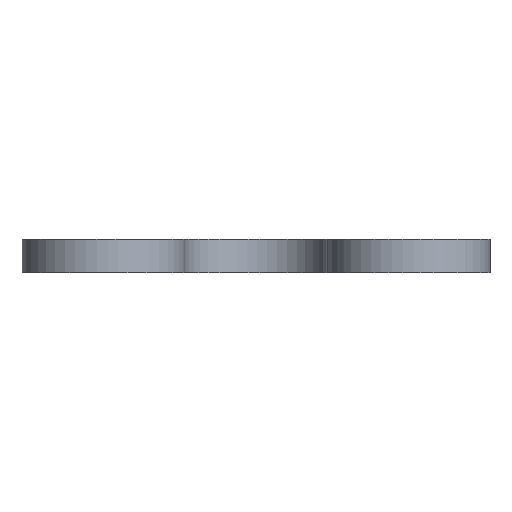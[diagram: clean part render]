
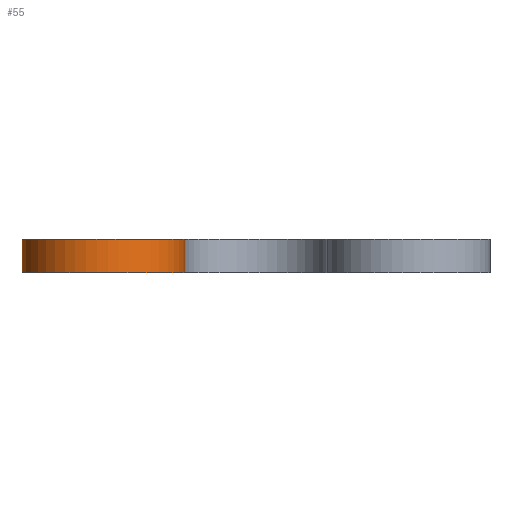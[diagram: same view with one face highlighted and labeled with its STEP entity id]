
A CAD part, left-side view. The second image highlights one B-rep face of the part: STEP entity #55.
In plain terms, the highlighted free-form (B-spline) face has degree [2, 1] with [5, 2] control points.
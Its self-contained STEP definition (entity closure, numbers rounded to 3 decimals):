
#22 = VERTEX_POINT('',#23);
#23 = CARTESIAN_POINT('',(98.069,75.376,
    12.671));
#30 = EDGE_CURVE('',#31,#22,#33,.T.);
#31 = VERTEX_POINT('',#32);
#32 = CARTESIAN_POINT('',(98.069,75.376,3.168
    ));
#33 = B_SPLINE_CURVE_WITH_KNOTS('',1,(#34,#35),.UNSPECIFIED.,.F.,.F.,(2,
    2),(0.,7.5),.PIECEWISE_BEZIER_KNOTS.);
#34 = CARTESIAN_POINT('',(98.069,75.376,3.168
    ));
#35 = CARTESIAN_POINT('',(98.069,75.376,
    12.671));
#55 = ADVANCED_FACE('',(#56),#84,.T.);
#56 = FACE_BOUND('',#57,.T.);
#57 = EDGE_LOOP('',(#58,#68,#75,#83));
#58 = ORIENTED_EDGE('',*,*,#59,.F.);
#59 = EDGE_CURVE('',#60,#22,#62,.T.);
#60 = VERTEX_POINT('',#61);
#61 = CARTESIAN_POINT('',(98.069,121.161,
    12.671));
#62 = ( BOUNDED_CURVE() B_SPLINE_CURVE(2,(#63,#64,#65,#66,#67),
.UNSPECIFIED.,.F.,.F.) B_SPLINE_CURVE_WITH_KNOTS((3,2,3),(3.135
,4.712,6.29),.PIECEWISE_BEZIER_KNOTS.) CURVE() 
GEOMETRIC_REPRESENTATION_ITEM() RATIONAL_B_SPLINE_CURVE((1.,
0.705,1.,0.705,1.)) REPRESENTATION_ITEM('') );
#63 = CARTESIAN_POINT('',(98.069,121.161,
    12.671));
#64 = CARTESIAN_POINT('',(75.026,121.312,
    12.671));
#65 = CARTESIAN_POINT('',(75.026,98.269,12.671
    ));
#66 = CARTESIAN_POINT('',(75.026,75.226,
    12.671));
#67 = CARTESIAN_POINT('',(98.069,75.376,
    12.671));
#68 = ORIENTED_EDGE('',*,*,#69,.F.);
#69 = EDGE_CURVE('',#70,#60,#72,.T.);
#70 = VERTEX_POINT('',#71);
#71 = CARTESIAN_POINT('',(98.069,121.161,3.168
    ));
#72 = B_SPLINE_CURVE_WITH_KNOTS('',1,(#73,#74),.UNSPECIFIED.,.F.,.F.,(2,
    2),(0.,7.5),.PIECEWISE_BEZIER_KNOTS.);
#73 = CARTESIAN_POINT('',(98.069,121.161,3.168
    ));
#74 = CARTESIAN_POINT('',(98.069,121.161,
    12.671));
#75 = ORIENTED_EDGE('',*,*,#76,.T.);
#76 = EDGE_CURVE('',#70,#31,#77,.T.);
#77 = ( BOUNDED_CURVE() B_SPLINE_CURVE(2,(#78,#79,#80,#81,#82),
.UNSPECIFIED.,.F.,.F.) B_SPLINE_CURVE_WITH_KNOTS((3,2,3),(3.135
,4.712,6.29),.PIECEWISE_BEZIER_KNOTS.) CURVE() 
GEOMETRIC_REPRESENTATION_ITEM() RATIONAL_B_SPLINE_CURVE((1.,
0.705,1.,0.705,1.)) REPRESENTATION_ITEM('') );
#78 = CARTESIAN_POINT('',(98.069,121.161,3.168
    ));
#79 = CARTESIAN_POINT('',(75.026,121.312,3.168
    ));
#80 = CARTESIAN_POINT('',(75.026,98.269,3.168)
  );
#81 = CARTESIAN_POINT('',(75.026,75.226,3.168
    ));
#82 = CARTESIAN_POINT('',(98.069,75.376,3.168
    ));
#83 = ORIENTED_EDGE('',*,*,#30,.T.);
#84 = ( BOUNDED_SURFACE() B_SPLINE_SURFACE(2,1,(
    (#85,#86)
    ,(#87,#88)
    ,(#89,#90)
    ,(#91,#92)
,(#93,#94
    )),.UNSPECIFIED.,.F.,.F.,.F.) B_SPLINE_SURFACE_WITH_KNOTS((3,2,3),(2
    ,2),(3.135,4.712,6.29),(
    0.,7.5),.PIECEWISE_BEZIER_KNOTS.) 
GEOMETRIC_REPRESENTATION_ITEM() RATIONAL_B_SPLINE_SURFACE((
    (1.,1.)
    ,(0.705,0.705)
    ,(1.,1.)
    ,(0.705,0.705)
,(1.,1.))) REPRESENTATION_ITEM('') SURFACE() );
#85 = CARTESIAN_POINT('',(98.069,121.161,3.168
    ));
#86 = CARTESIAN_POINT('',(98.069,121.161,
    12.671));
#87 = CARTESIAN_POINT('',(75.026,121.312,3.168
    ));
#88 = CARTESIAN_POINT('',(75.026,121.312,
    12.671));
#89 = CARTESIAN_POINT('',(75.026,98.269,3.168)
  );
#90 = CARTESIAN_POINT('',(75.026,98.269,12.671
    ));
#91 = CARTESIAN_POINT('',(75.026,75.226,3.168
    ));
#92 = CARTESIAN_POINT('',(75.026,75.226,
    12.671));
#93 = CARTESIAN_POINT('',(98.069,75.376,3.168
    ));
#94 = CARTESIAN_POINT('',(98.069,75.376,
    12.671));
